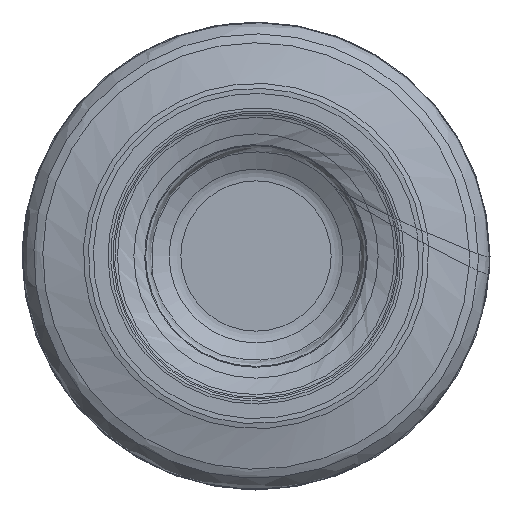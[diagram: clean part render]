
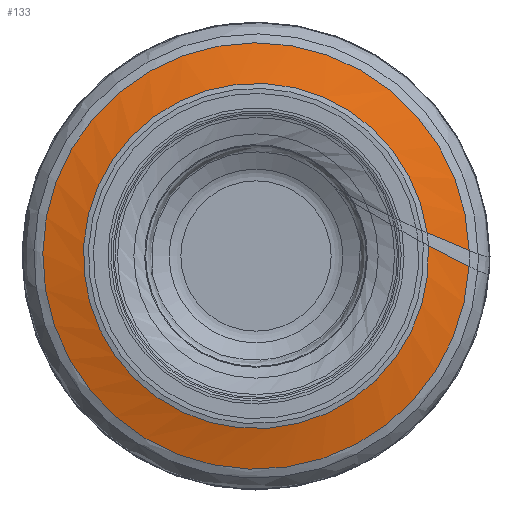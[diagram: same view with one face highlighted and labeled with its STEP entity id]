
A CAD part, left-side view. The second image highlights one B-rep face of the part: STEP entity #133.
In plain terms, the highlighted free-form (B-spline) face has degree [1, 3] with [2, 7] control points.
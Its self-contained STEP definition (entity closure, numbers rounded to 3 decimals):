
#133=ADVANCED_FACE('',(#272),#210,.F.);
#210=(
BOUNDED_SURFACE()
B_SPLINE_SURFACE(1,3,((#1911,#1912,#1913,#1914,#1915,#1916,#1917),(#1918,
#1919,#1920,#1921,#1922,#1923,#1924)),.UNSPECIFIED.,.F.,.F.,.F.)
B_SPLINE_SURFACE_WITH_KNOTS((2,2),(4,3,4),(0.,1.),(0.,0.5,1.),
 .UNSPECIFIED.)
GEOMETRIC_REPRESENTATION_ITEM()
RATIONAL_B_SPLINE_SURFACE(((1.,0.346,0.346,1.,0.346,
0.346,1.),(1.,0.346,0.346,1.,0.346,
0.346,1.)))
REPRESENTATION_ITEM('')
SURFACE()
);
#272=FACE_OUTER_BOUND('',#336,.T.);
#336=EDGE_LOOP('',(#614,#615,#616,#617));
#398=CIRCLE('',#1089,7.377);
#441=CIRCLE('',#1134,9.112);
#614=ORIENTED_EDGE('',*,*,#851,.F.);
#615=ORIENTED_EDGE('',*,*,#939,.F.);
#616=ORIENTED_EDGE('',*,*,#852,.F.);
#617=ORIENTED_EDGE('',*,*,#845,.T.);
#767=VERTEX_POINT('',#1467);
#768=VERTEX_POINT('',#1469);
#770=VERTEX_POINT('',#1498);
#771=VERTEX_POINT('',#1499);
#845=EDGE_CURVE('',#768,#767,#398,.T.);
#851=EDGE_CURVE('',#770,#767,#986,.T.);
#852=EDGE_CURVE('',#768,#771,#987,.T.);
#939=EDGE_CURVE('',#771,#770,#441,.T.);
#986=LINE('',#1500,#1038);
#987=LINE('',#1501,#1039);
#1038=VECTOR('',#1210,1.);
#1039=VECTOR('',#1211,1.);
#1089=AXIS2_PLACEMENT_3D('',#1468,#1199,#1200);
#1134=AXIS2_PLACEMENT_3D('',#1910,#1340,#1341);
#1199=DIRECTION('',(1.,0.,0.));
#1200=DIRECTION('',(0.,-0.998,0.06));
#1210=DIRECTION('',(-0.239,0.894,0.378));
#1211=DIRECTION('',(0.239,-0.864,-0.443));
#1340=DIRECTION('',(1.,0.,0.));
#1341=DIRECTION('',(0.,-0.999,-0.049));
#1467=CARTESIAN_POINT('',(0.094,-7.311,0.992));
#1468=CARTESIAN_POINT('',(0.094,0.,0.));
#1469=CARTESIAN_POINT('',(0.094,-7.364,0.445));
#1498=CARTESIAN_POINT('',(0.575,-9.109,0.232));
#1499=CARTESIAN_POINT('',(0.575,-9.101,-0.446));
#1500=CARTESIAN_POINT('',(0.094,-7.311,0.992));
#1501=CARTESIAN_POINT('',(0.094,-7.364,0.445));
#1910=CARTESIAN_POINT('',(0.575,0.,0.));
#1911=CARTESIAN_POINT('',(0.094,-7.364,0.445));
#1912=CARTESIAN_POINT('',(0.094,-8.222,-13.752));
#1913=CARTESIAN_POINT('',(0.094,5.956,-14.874));
#1914=CARTESIAN_POINT('',(0.094,7.342,-0.719));
#1915=CARTESIAN_POINT('',(0.094,8.728,13.436));
#1916=CARTESIAN_POINT('',(0.094,-5.399,15.086));
#1917=CARTESIAN_POINT('',(0.094,-7.311,0.992));
#1918=CARTESIAN_POINT('',(0.575,-9.101,-0.446));
#1919=CARTESIAN_POINT('',(0.575,-8.241,-17.993));
#1920=CARTESIAN_POINT('',(0.575,9.319,-17.459));
#1921=CARTESIAN_POINT('',(0.575,9.112,0.107));
#1922=CARTESIAN_POINT('',(0.575,8.904,17.674));
#1923=CARTESIAN_POINT('',(0.575,-8.663,17.793));
#1924=CARTESIAN_POINT('',(0.575,-9.109,0.232));
